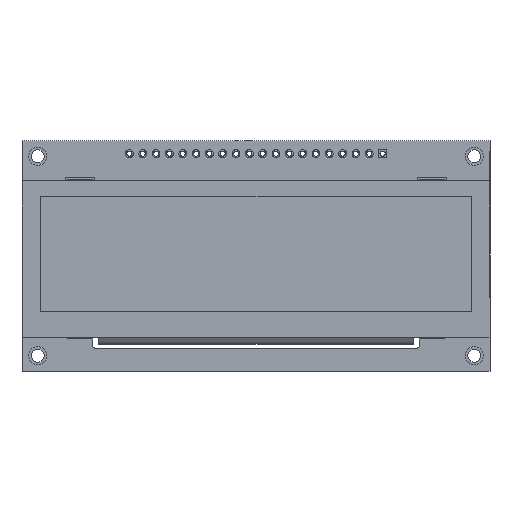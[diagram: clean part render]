
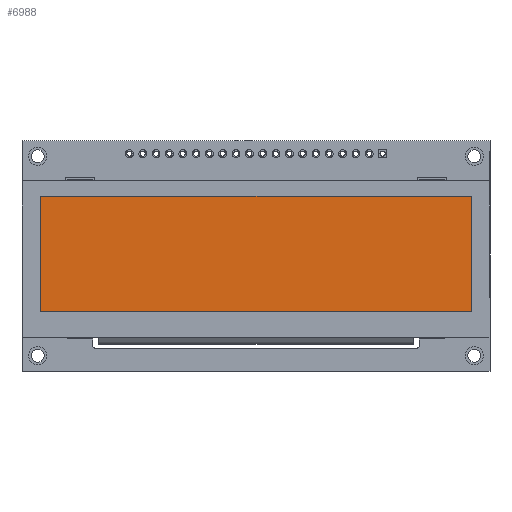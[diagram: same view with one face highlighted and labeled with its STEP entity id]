
A CAD part, top view. The second image highlights one B-rep face of the part: STEP entity #6988.
In plain terms, the highlighted planar face has unit normal (0, 0, 1).
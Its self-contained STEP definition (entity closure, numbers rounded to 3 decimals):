
#544 = LINE ( 'NONE', #7153, #5743 ) ;
#657 = CARTESIAN_POINT ( 'NONE',  ( 41., -10.6, 2.2 ) ) ;
#848 = EDGE_CURVE ( 'NONE', #7489, #6170, #544, .T. ) ;
#986 = DIRECTION ( 'NONE',  ( 0., 0., 1. ) ) ;
#1057 = VECTOR ( 'NONE', #11979, 1000. ) ;
#1123 = ORIENTED_EDGE ( 'NONE', *, *, #10014, .T. ) ;
#1408 = LINE ( 'NONE', #5786, #1057 ) ;
#1580 = CARTESIAN_POINT ( 'NONE',  ( -41., 11.4, 2.2 ) ) ;
#1676 = ORIENTED_EDGE ( 'NONE', *, *, #848, .T. ) ;
#2279 = LINE ( 'NONE', #5493, #10234 ) ;
#2627 = ORIENTED_EDGE ( 'NONE', *, *, #3777, .T. ) ;
#2858 = CARTESIAN_POINT ( 'NONE',  ( 41., 11.4, 2.2 ) ) ;
#3422 = EDGE_CURVE ( 'NONE', #13026, #5932, #2279, .T. ) ;
#3777 = EDGE_CURVE ( 'NONE', #5932, #7489, #11042, .T. ) ;
#4731 = CARTESIAN_POINT ( 'NONE',  ( -41., -10.6, 2.2 ) ) ;
#5493 = CARTESIAN_POINT ( 'NONE',  ( 41., 11.4, 2.2 ) ) ;
#5743 = VECTOR ( 'NONE', #8751, 1000. ) ;
#5786 = CARTESIAN_POINT ( 'NONE',  ( 41., -10.6, 2.2 ) ) ;
#5932 = VERTEX_POINT ( 'NONE', #1580 ) ;
#6170 = VERTEX_POINT ( 'NONE', #657 ) ;
#6988 = ADVANCED_FACE ( 'NONE', ( #10136 ), #9265, .T. ) ;
#7153 = CARTESIAN_POINT ( 'NONE',  ( -41., -10.6, 2.2 ) ) ;
#7224 = CARTESIAN_POINT ( 'NONE',  ( 0., 0., 2.2 ) ) ;
#7489 = VERTEX_POINT ( 'NONE', #4731 ) ;
#7720 = ORIENTED_EDGE ( 'NONE', *, *, #3422, .T. ) ;
#8271 = DIRECTION ( 'NONE',  ( 1., 0., 0. ) ) ;
#8280 = VECTOR ( 'NONE', #12314, 1000. ) ;
#8751 = DIRECTION ( 'NONE',  ( 1., 0., 0. ) ) ;
#9265 = PLANE ( 'NONE',  #10353 ) ;
#10014 = EDGE_CURVE ( 'NONE', #6170, #13026, #1408, .T. ) ;
#10136 = FACE_OUTER_BOUND ( 'NONE', #11115, .T. ) ;
#10234 = VECTOR ( 'NONE', #12744, 1000. ) ;
#10353 = AXIS2_PLACEMENT_3D ( 'NONE', #7224, #986, #8271 ) ;
#11042 = LINE ( 'NONE', #11237, #8280 ) ;
#11115 = EDGE_LOOP ( 'NONE', ( #2627, #1676, #1123, #7720 ) ) ;
#11237 = CARTESIAN_POINT ( 'NONE',  ( -41., 11.4, 2.2 ) ) ;
#11979 = DIRECTION ( 'NONE',  ( 0., 1., 0. ) ) ;
#12314 = DIRECTION ( 'NONE',  ( 0., -1., 0. ) ) ;
#12744 = DIRECTION ( 'NONE',  ( -1., 0., 0. ) ) ;
#13026 = VERTEX_POINT ( 'NONE', #2858 ) ;
